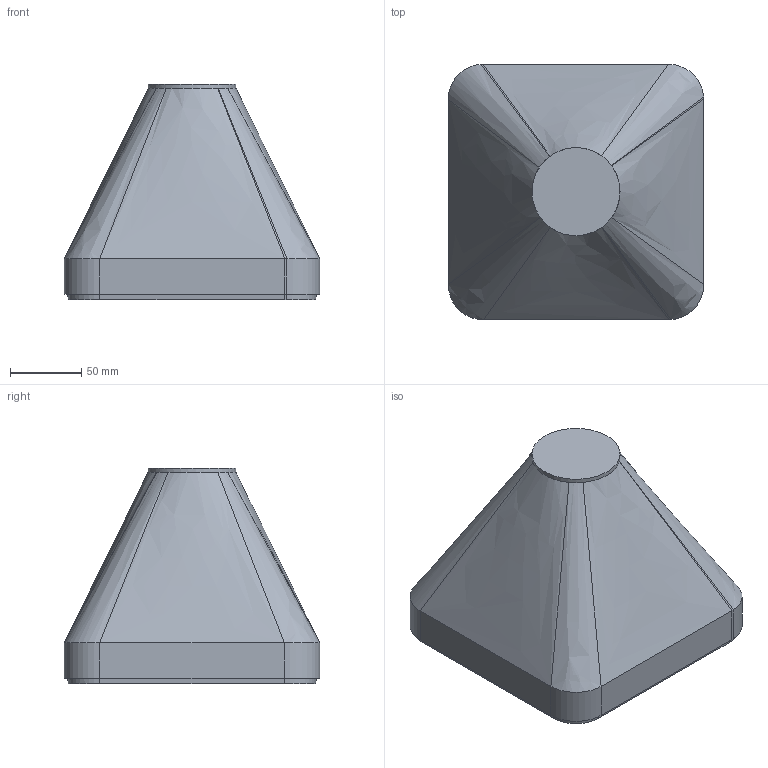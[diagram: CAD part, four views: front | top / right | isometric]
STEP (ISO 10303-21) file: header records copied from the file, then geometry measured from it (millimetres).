
FILE_DESCRIPTION(/* description */ (''),/* implementation_level */ '2;1');
FILE_NAME(/* name */ 'Body_Assembly.step',/* time_stamp */ '2023-03-14T20:43:45-07:00',/* author */ (''),/* organization */ (''),/* preprocessor_version */ 'ST-DEVELOPER v19.2',/* originating_system */ 'Autodesk Translation Framework v11.17.0.187',/* authorisation */ '');
FILE_SCHEMA (('AUTOMOTIVE_DESIGN { 1 0 10303 214 3 1 1 }'));
Length unit declared in the file: millimetre
Products named in the file (1): top
Bounding box: 180 x 180 x 152 mm (x, y, z)
Volume: 169922.9 mm3; surface area: 169059.3 mm2
Topology: 2 solids, 2 shells, 73 faces, 189 edges, 122 vertices
Faces by surface type: plane 34, bspline 22, cylinder 9, cone 8
Full cylindrical faces by diameter (mm): 62 x1
Entity records: 2813 total; most frequent: CARTESIAN_POINT 1069, ORIENTED_EDGE 378, DIRECTION 309, EDGE_CURVE 189, VERTEX_POINT 122, LINE 117, VECTOR 117, AXIS2_PLACEMENT_3D 96
